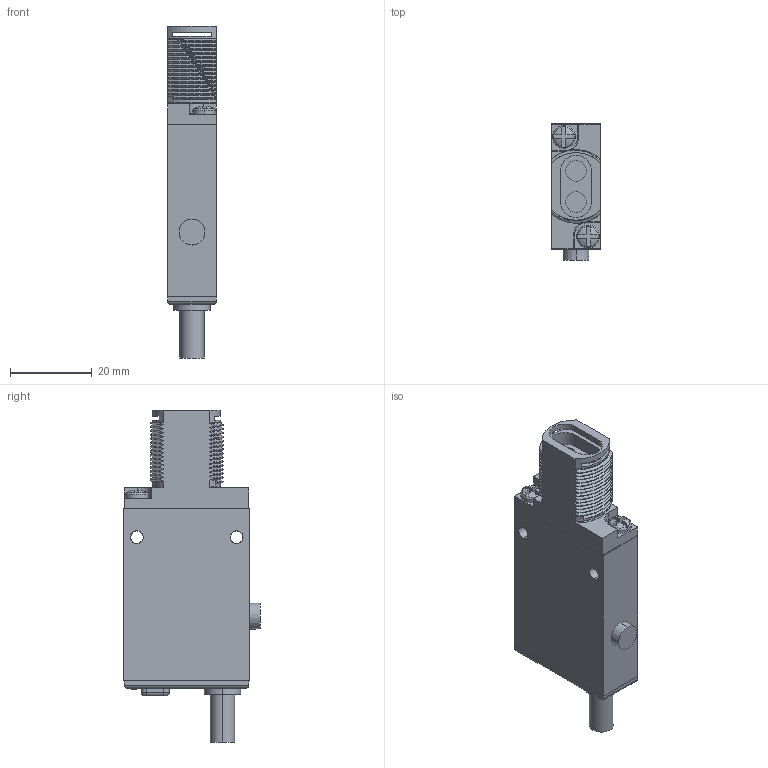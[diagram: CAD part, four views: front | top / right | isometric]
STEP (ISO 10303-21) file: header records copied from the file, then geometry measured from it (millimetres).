
FILE_DESCRIPTION((''),'2;1');
FILE_NAME('154491_SM01_ASM','2025-09-19T14:48:08',('banengservice'),('BANNER ENGINEERING'),'CREO PARAMETRIC BY PTC INC, 2022414','CREO PARAMETRIC BY PTC INC, 2022414','');
FILE_SCHEMA(('CONFIG_CONTROL_DESIGN'));
Products named in the file (3): 154491_EP01; 09460_WEB; 154491_SM01_ASM
Assembly tree (2 placements, depth 2):
  154491_SM01_ASM
    154491_EP01
    09460_WEB
Bounding box: 12.04 x 33.32 x 81.24 mm (x, y, z)
Volume: 22035.7 mm3; surface area: 7984.6 mm2
Topology: 2 solids, 2 shells, 380 faces, 1031 edges, 676 vertices
Faces by surface type: plane 161, bspline 100, cylinder 87, cone 12, sphere 12, torus 8
Entity records: 17764 total; most frequent: CARTESIAN_POINT 8775, ORIENTED_EDGE 2054, DIRECTION 1503, EDGE_CURVE 1027, VERTEX_POINT 676, VECTOR 573, LINE 573, AXIS2_PLACEMENT_3D 465
